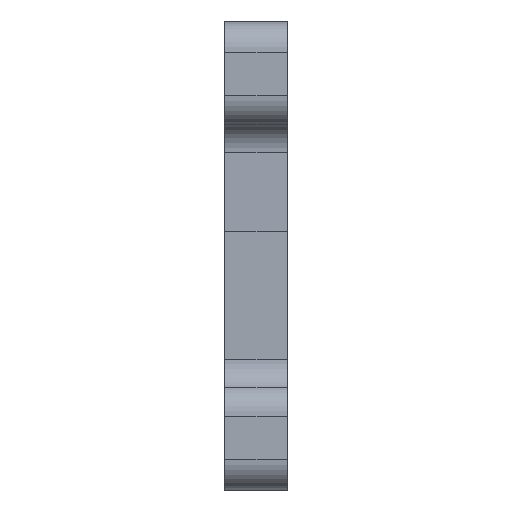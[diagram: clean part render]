
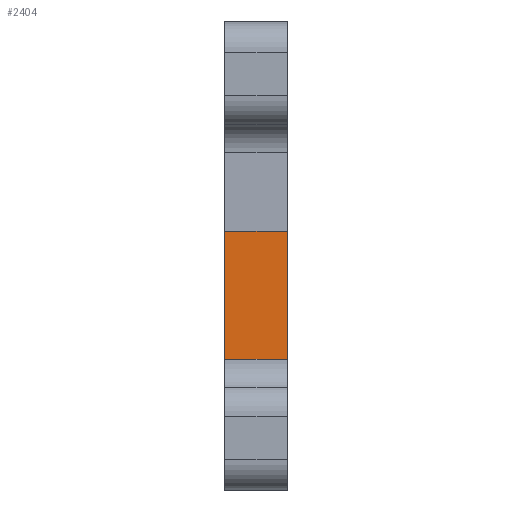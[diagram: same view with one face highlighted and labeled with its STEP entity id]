
A CAD part, left-side view. The second image highlights one B-rep face of the part: STEP entity #2404.
In plain terms, the highlighted planar face has unit normal (-1, 0, 0).
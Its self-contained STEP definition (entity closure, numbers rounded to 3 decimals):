
#120=PLANE('',#2680);
#190=FACE_OUTER_BOUND('',#358,.T.);
#358=EDGE_LOOP('',(#1856,#1857,#1858,#1859));
#529=LINE('',#3892,#681);
#545=LINE('',#4021,#697);
#558=LINE('',#4058,#710);
#559=LINE('',#4060,#711);
#681=VECTOR('',#3102,10.);
#697=VECTOR('',#3226,10.);
#710=VECTOR('',#3265,10.);
#711=VECTOR('',#3268,10.);
#1084=VERTEX_POINT('',#3889);
#1085=VERTEX_POINT('',#3891);
#1144=VERTEX_POINT('',#4020);
#1155=VERTEX_POINT('',#4056);
#1342=EDGE_CURVE('',#1084,#1085,#529,.T.);
#1410=EDGE_CURVE('',#1144,#1085,#545,.T.);
#1429=EDGE_CURVE('',#1155,#1084,#558,.T.);
#1430=EDGE_CURVE('',#1144,#1155,#559,.T.);
#1856=ORIENTED_EDGE('',*,*,#1342,.F.);
#1857=ORIENTED_EDGE('',*,*,#1429,.F.);
#1858=ORIENTED_EDGE('',*,*,#1430,.F.);
#1859=ORIENTED_EDGE('',*,*,#1410,.T.);
#2404=ADVANCED_FACE('',(#190),#120,.F.);
#2680=AXIS2_PLACEMENT_3D('',#4059,#3266,#3267);
#3102=DIRECTION('',(0.,0.,-1.));
#3226=DIRECTION('',(0.,-1.,0.));
#3265=DIRECTION('',(0.,-1.,0.));
#3266=DIRECTION('center_axis',(1.,0.,0.));
#3267=DIRECTION('ref_axis',(0.,0.,1.));
#3268=DIRECTION('',(0.,0.,1.));
#3889=CARTESIAN_POINT('',(-216.065,6.35,-42.7));
#3891=CARTESIAN_POINT('',(-216.065,6.35,-84.3));
#3892=CARTESIAN_POINT('',(-216.065,6.35,-67.55));
#4020=CARTESIAN_POINT('',(-216.065,26.723,-84.3));
#4021=CARTESIAN_POINT('',(-216.065,26.723,-84.3));
#4056=CARTESIAN_POINT('',(-216.065,26.723,-42.7));
#4058=CARTESIAN_POINT('',(-216.065,26.723,-42.7));
#4059=CARTESIAN_POINT('Origin',(-216.065,26.723,-84.3));
#4060=CARTESIAN_POINT('',(-216.065,26.723,-67.55));
